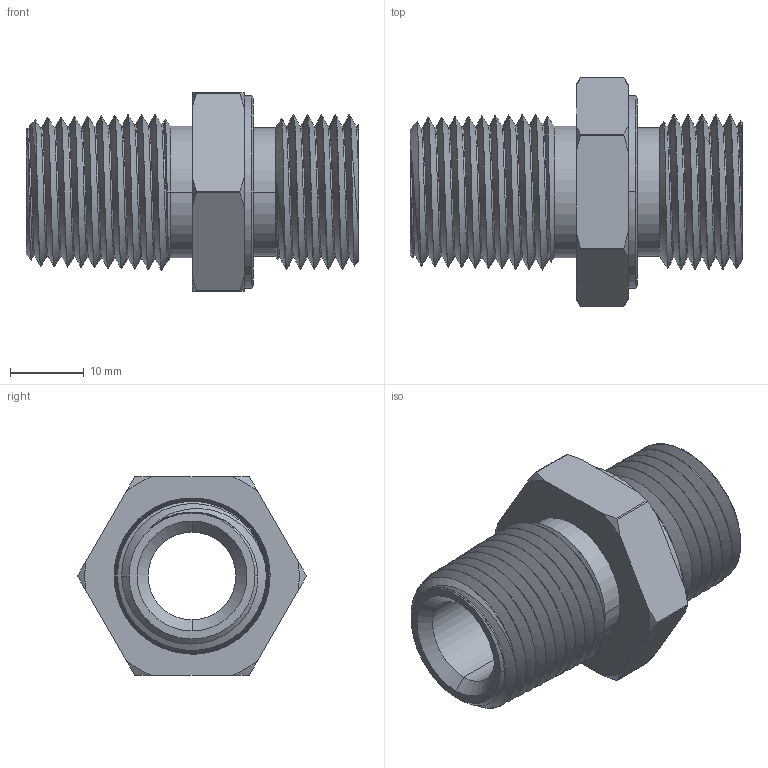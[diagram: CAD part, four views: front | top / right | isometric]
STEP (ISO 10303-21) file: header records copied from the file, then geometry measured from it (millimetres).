
FILE_DESCRIPTION((''),'2;1');
FILE_NAME('H-SNA_MALE_NPT_ISO_PARALLEL','2025-07-08T13:02:58',('Administrator'),(''),'CREO PARAMETRIC BY PTC INC, 2020414','CREO PARAMETRIC BY PTC INC, 2020414','');
FILE_SCHEMA(('AUTOMOTIVE_DESIGN { 1 0 10303 214 1 1 1 1 }'));
Length unit declared in the file: millimetre
Products named in the file (1): H-SNA_MALE_NPT_ISO_PARALLEL
Bounding box: 45 x 31 x 26.9 mm (x, y, z)
Volume: 10263.2 mm3; surface area: 7236.6 mm2
Topology: 1 solids, 1 shells, 91 faces, 248 edges, 167 vertices
Faces by surface type: cone 43, cylinder 22, bspline 15, plane 11
Entity records: 8997 total; most frequent: CARTESIAN_POINT 6760, ORIENTED_EDGE 488, DIRECTION 324, EDGE_CURVE 244, VERTEX_POINT 158, B_SPLINE_CURVE_WITH_KNOTS 123, AXIS2_PLACEMENT_3D 122, COLOUR_RGB 116
